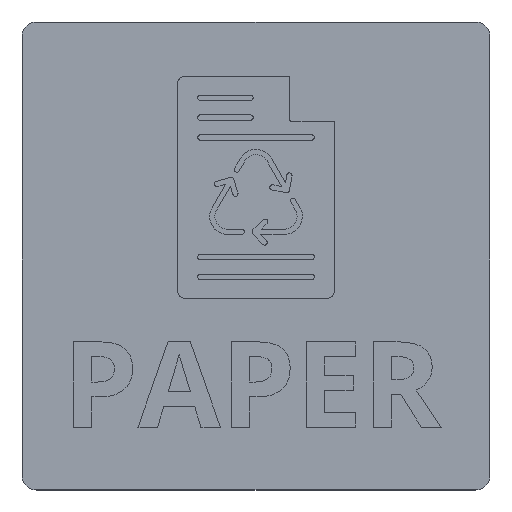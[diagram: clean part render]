
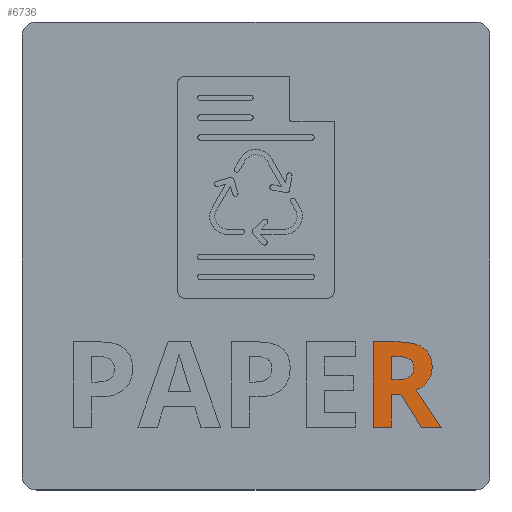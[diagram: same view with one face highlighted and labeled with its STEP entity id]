
A CAD part, top view. The second image highlights one B-rep face of the part: STEP entity #6736.
In plain terms, the highlighted planar face has unit normal (0, 0, 1).
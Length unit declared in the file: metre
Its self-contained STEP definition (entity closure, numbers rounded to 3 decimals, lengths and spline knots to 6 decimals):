
#36=B_SPLINE_CURVE_WITH_KNOTS('',2,(#8595,#8596,#8597),.UNSPECIFIED.,.F.,
 .F.,(3,3),(0.,1.),.PIECEWISE_BEZIER_KNOTS.);
#38=B_SPLINE_CURVE_WITH_KNOTS('',2,(#8612,#8613,#8614),.UNSPECIFIED.,.F.,
 .F.,(3,3),(0.,1.),.PIECEWISE_BEZIER_KNOTS.);
#40=B_SPLINE_CURVE_WITH_KNOTS('',2,(#8629,#8630,#8631),.UNSPECIFIED.,.F.,
 .F.,(3,3),(0.,1.),.PIECEWISE_BEZIER_KNOTS.);
#42=B_SPLINE_CURVE_WITH_KNOTS('',2,(#8646,#8647,#8648),.UNSPECIFIED.,.F.,
 .F.,(3,3),(0.,1.),.PIECEWISE_BEZIER_KNOTS.);
#44=B_SPLINE_CURVE_WITH_KNOTS('',2,(#8663,#8664,#8665),.UNSPECIFIED.,.F.,
 .F.,(3,3),(0.,1.),.PIECEWISE_BEZIER_KNOTS.);
#46=B_SPLINE_CURVE_WITH_KNOTS('',2,(#8713,#8714,#8715),.UNSPECIFIED.,.F.,
 .F.,(3,3),(0.,1.),.PIECEWISE_BEZIER_KNOTS.);
#48=B_SPLINE_CURVE_WITH_KNOTS('',2,(#8730,#8731,#8732),.UNSPECIFIED.,.F.,
 .F.,(3,3),(0.,1.),.PIECEWISE_BEZIER_KNOTS.);
#50=B_SPLINE_CURVE_WITH_KNOTS('',2,(#8747,#8748,#8749),.UNSPECIFIED.,.F.,
 .F.,(3,3),(0.,1.),.PIECEWISE_BEZIER_KNOTS.);
#52=B_SPLINE_CURVE_WITH_KNOTS('',2,(#8764,#8765,#8766),.UNSPECIFIED.,.F.,
 .F.,(3,3),(0.,1.),.PIECEWISE_BEZIER_KNOTS.);
#611=ORIENTED_EDGE('',*,*,#2602,.F.);
#612=ORIENTED_EDGE('',*,*,#2606,.F.);
#613=ORIENTED_EDGE('',*,*,#2609,.F.);
#614=ORIENTED_EDGE('',*,*,#2612,.F.);
#615=ORIENTED_EDGE('',*,*,#2615,.F.);
#616=ORIENTED_EDGE('',*,*,#2618,.F.);
#617=ORIENTED_EDGE('',*,*,#2621,.F.);
#618=ORIENTED_EDGE('',*,*,#2568,.F.);
#619=ORIENTED_EDGE('',*,*,#2572,.F.);
#620=ORIENTED_EDGE('',*,*,#2575,.F.);
#621=ORIENTED_EDGE('',*,*,#2578,.F.);
#622=ORIENTED_EDGE('',*,*,#2581,.F.);
#623=ORIENTED_EDGE('',*,*,#2584,.F.);
#624=ORIENTED_EDGE('',*,*,#2587,.F.);
#625=ORIENTED_EDGE('',*,*,#2590,.F.);
#626=ORIENTED_EDGE('',*,*,#2593,.F.);
#627=ORIENTED_EDGE('',*,*,#2596,.F.);
#628=ORIENTED_EDGE('',*,*,#2599,.F.);
#629=ORIENTED_EDGE('',*,*,#2623,.F.);
#2568=EDGE_CURVE('',#3594,#3595,#4278,.T.);
#2572=EDGE_CURVE('',#3598,#3594,#4282,.T.);
#2575=EDGE_CURVE('',#3600,#3598,#4285,.T.);
#2578=EDGE_CURVE('',#3602,#3600,#4288,.T.);
#2581=EDGE_CURVE('',#3604,#3602,#36,.T.);
#2584=EDGE_CURVE('',#3606,#3604,#38,.T.);
#2587=EDGE_CURVE('',#3608,#3606,#40,.T.);
#2590=EDGE_CURVE('',#3610,#3608,#42,.T.);
#2593=EDGE_CURVE('',#3612,#3610,#44,.T.);
#2596=EDGE_CURVE('',#3614,#3612,#4296,.T.);
#2599=EDGE_CURVE('',#3616,#3614,#4299,.T.);
#2602=EDGE_CURVE('',#3618,#3619,#4302,.T.);
#2606=EDGE_CURVE('',#3622,#3618,#4306,.T.);
#2609=EDGE_CURVE('',#3624,#3622,#4309,.T.);
#2612=EDGE_CURVE('',#3626,#3624,#46,.T.);
#2615=EDGE_CURVE('',#3628,#3626,#48,.T.);
#2618=EDGE_CURVE('',#3630,#3628,#50,.T.);
#2621=EDGE_CURVE('',#3619,#3630,#52,.T.);
#2623=EDGE_CURVE('',#3595,#3616,#4315,.T.);
#3594=VERTEX_POINT('',#8562);
#3595=VERTEX_POINT('',#8563);
#3598=VERTEX_POINT('',#8571);
#3600=VERTEX_POINT('',#8577);
#3602=VERTEX_POINT('',#8583);
#3604=VERTEX_POINT('',#8598);
#3606=VERTEX_POINT('',#8615);
#3608=VERTEX_POINT('',#8632);
#3610=VERTEX_POINT('',#8649);
#3612=VERTEX_POINT('',#8666);
#3614=VERTEX_POINT('',#8674);
#3616=VERTEX_POINT('',#8680);
#3618=VERTEX_POINT('',#8686);
#3619=VERTEX_POINT('',#8687);
#3622=VERTEX_POINT('',#8695);
#3624=VERTEX_POINT('',#8701);
#3626=VERTEX_POINT('',#8716);
#3628=VERTEX_POINT('',#8733);
#3630=VERTEX_POINT('',#8750);
#4278=LINE('',#8561,#4976);
#4282=LINE('',#8570,#4980);
#4285=LINE('',#8576,#4983);
#4288=LINE('',#8582,#4986);
#4296=LINE('',#8673,#4994);
#4299=LINE('',#8679,#4997);
#4302=LINE('',#8685,#5000);
#4306=LINE('',#8694,#5004);
#4309=LINE('',#8700,#5007);
#4315=LINE('',#8771,#5013);
#4976=VECTOR('',#7407,1.);
#4980=VECTOR('',#7413,1.);
#4983=VECTOR('',#7418,1.);
#4986=VECTOR('',#7423,1.);
#4994=VECTOR('',#7433,1.);
#4997=VECTOR('',#7438,1.);
#5000=VECTOR('',#7443,1.);
#5004=VECTOR('',#7449,1.);
#5007=VECTOR('',#7454,1.);
#5013=VECTOR('',#7462,1.);
#5695=EDGE_LOOP('',(#611,#612,#613,#614,#615,#616,#617));
#5696=EDGE_LOOP('',(#618,#619,#620,#621,#622,#623,#624,#625,#626,#627,#628,
#629));
#6111=FACE_BOUND('',#5695,.T.);
#6112=FACE_BOUND('',#5696,.T.);
#6517=PLANE('',#7186);
#6736=ADVANCED_FACE('',(#6111,#6112),#6517,.T.);
#7186=AXIS2_PLACEMENT_3D('',#8774,#7466,#7467);
#7407=DIRECTION('',(0.,-1.,0.));
#7413=DIRECTION('',(-1.,0.,0.));
#7418=DIRECTION('',(-0.528,0.849,0.));
#7423=DIRECTION('',(-1.,0.,0.));
#7433=DIRECTION('',(1.,0.,0.));
#7438=DIRECTION('',(0.,1.,0.));
#7443=DIRECTION('',(1.,0.,0.));
#7449=DIRECTION('',(0.,-1.,0.));
#7454=DIRECTION('',(-1.,0.,0.));
#7462=DIRECTION('',(-1.,0.,0.));
#7466=DIRECTION('',(0.,0.,1.));
#7467=DIRECTION('',(1.,0.,0.));
#8561=CARTESIAN_POINT('',(0.062336,-0.065634,0.0006));
#8562=CARTESIAN_POINT('',(0.062336,-0.06287,0.0006));
#8563=CARTESIAN_POINT('',(0.062336,-0.068397,0.0006));
#8570=CARTESIAN_POINT('',(0.063148,-0.06287,0.0006));
#8571=CARTESIAN_POINT('',(0.06396,-0.06287,0.0006));
#8576=CARTESIAN_POINT('',(0.06568,-0.065634,0.0006));
#8577=CARTESIAN_POINT('',(0.0674,-0.068397,0.0006));
#8582=CARTESIAN_POINT('',(0.069095,-0.068397,0.0006));
#8583=CARTESIAN_POINT('',(0.070789,-0.068397,0.0006));
#8595=CARTESIAN_POINT('',(0.066552,-0.06212,0.0006));
#8596=CARTESIAN_POINT('',(0.069805,-0.066978,0.0006));
#8597=CARTESIAN_POINT('',(0.070789,-0.068397,0.0006));
#8598=CARTESIAN_POINT('',(0.066552,-0.06212,0.0006));
#8612=CARTESIAN_POINT('',(0.068533,-0.060568,0.0006));
#8613=CARTESIAN_POINT('',(0.067835,-0.061558,0.0006));
#8614=CARTESIAN_POINT('',(0.066552,-0.06212,0.0006));
#8615=CARTESIAN_POINT('',(0.068533,-0.060568,0.0006));
#8629=CARTESIAN_POINT('',(0.069232,-0.058308,0.0006));
#8630=CARTESIAN_POINT('',(0.069232,-0.059578,0.0006));
#8631=CARTESIAN_POINT('',(0.068533,-0.060568,0.0006));
#8632=CARTESIAN_POINT('',(0.069232,-0.058308,0.0006));
#8646=CARTESIAN_POINT('',(0.067824,-0.05506,0.0006));
#8647=CARTESIAN_POINT('',(0.069232,-0.056129,0.0006));
#8648=CARTESIAN_POINT('',(0.069232,-0.058308,0.0006));
#8649=CARTESIAN_POINT('',(0.067824,-0.05506,0.0006));
#8663=CARTESIAN_POINT('',(0.063478,-0.053992,0.0006));
#8664=CARTESIAN_POINT('',(0.066416,-0.053992,0.0006));
#8665=CARTESIAN_POINT('',(0.067824,-0.05506,0.0006));
#8666=CARTESIAN_POINT('',(0.063478,-0.053992,0.0006));
#8673=CARTESIAN_POINT('',(0.061379,-0.053992,0.0006));
#8674=CARTESIAN_POINT('',(0.059281,-0.053992,0.0006));
#8679=CARTESIAN_POINT('',(0.059281,-0.061194,0.0006));
#8680=CARTESIAN_POINT('',(0.059281,-0.068397,0.0006));
#8685=CARTESIAN_POINT('',(0.062828,-0.060386,0.0006));
#8686=CARTESIAN_POINT('',(0.062336,-0.060386,0.0006));
#8687=CARTESIAN_POINT('',(0.06332,-0.060386,0.0006));
#8694=CARTESIAN_POINT('',(0.062336,-0.05844,0.0006));
#8695=CARTESIAN_POINT('',(0.062336,-0.056495,0.0006));
#8700=CARTESIAN_POINT('',(0.0628,-0.056495,0.0006));
#8701=CARTESIAN_POINT('',(0.063263,-0.056495,0.0006));
#8713=CARTESIAN_POINT('',(0.065443,-0.056928,0.0006));
#8714=CARTESIAN_POINT('',(0.064739,-0.056495,0.0006));
#8715=CARTESIAN_POINT('',(0.063263,-0.056495,0.0006));
#8716=CARTESIAN_POINT('',(0.065443,-0.056928,0.0006));
#8730=CARTESIAN_POINT('',(0.066148,-0.058387,0.0006));
#8731=CARTESIAN_POINT('',(0.066148,-0.057362,0.0006));
#8732=CARTESIAN_POINT('',(0.065443,-0.056928,0.0006));
#8733=CARTESIAN_POINT('',(0.066148,-0.058387,0.0006));
#8747=CARTESIAN_POINT('',(0.065459,-0.059903,0.0006));
#8748=CARTESIAN_POINT('',(0.066148,-0.059421,0.0006));
#8749=CARTESIAN_POINT('',(0.066148,-0.058387,0.0006));
#8750=CARTESIAN_POINT('',(0.065459,-0.059903,0.0006));
#8764=CARTESIAN_POINT('',(0.06332,-0.060386,0.0006));
#8765=CARTESIAN_POINT('',(0.06477,-0.060386,0.0006));
#8766=CARTESIAN_POINT('',(0.065459,-0.059903,0.0006));
#8771=CARTESIAN_POINT('',(0.060809,-0.068397,0.0006));
#8774=CARTESIAN_POINT('',(0.0395,-0.0395,0.0006));
